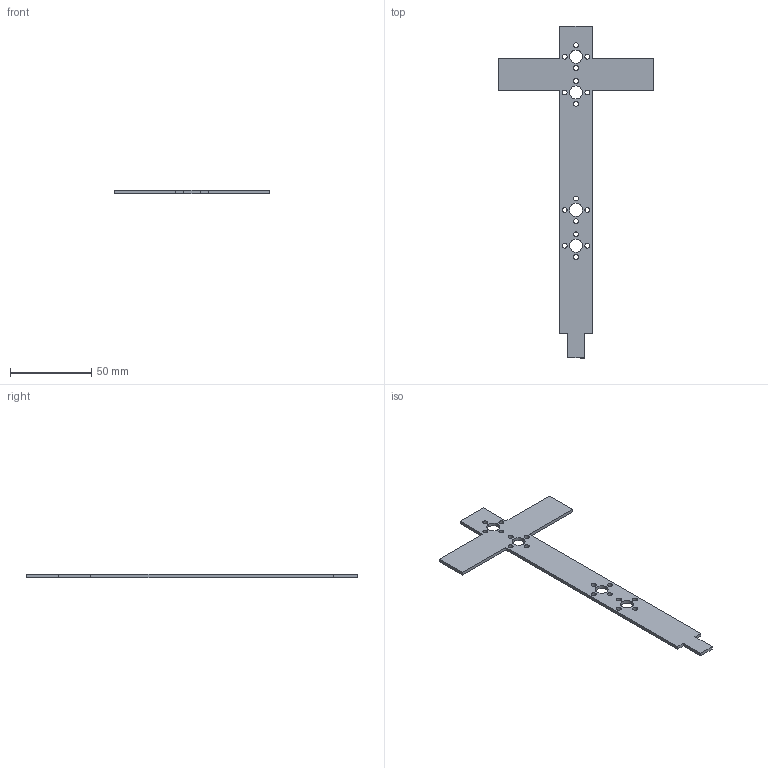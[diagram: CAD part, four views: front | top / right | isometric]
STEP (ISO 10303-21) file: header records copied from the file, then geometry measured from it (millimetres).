
FILE_DESCRIPTION (( 'STEP AP214' ), '1' );
FILE_NAME ('Shell Bracket Under.STEP', '2020-04-06T15:23:50', ( '' ), ( '' ), 'SwSTEP 2.0', 'SolidWorks 2019', '' );
FILE_SCHEMA (( 'AUTOMOTIVE_DESIGN' ));
Length unit declared in the file: millimetre
Products named in the file (1): Shell Bracket Under
Bounding box: 94.99 x 203.98 x 2 mm (x, y, z)
Volume: 10230.4 mm3; surface area: 11929 mm2
Topology: 1 solids, 1 shells, 58 faces, 168 edges, 112 vertices
Faces by surface type: cylinder 40, plane 18
Entity records: 2066 total; most frequent: DIRECTION 366, CARTESIAN_POINT 339, ORIENTED_EDGE 336, EDGE_CURVE 168, AXIS2_PLACEMENT_3D 139, VERTEX_POINT 112, EDGE_LOOP 98, VECTOR 88
